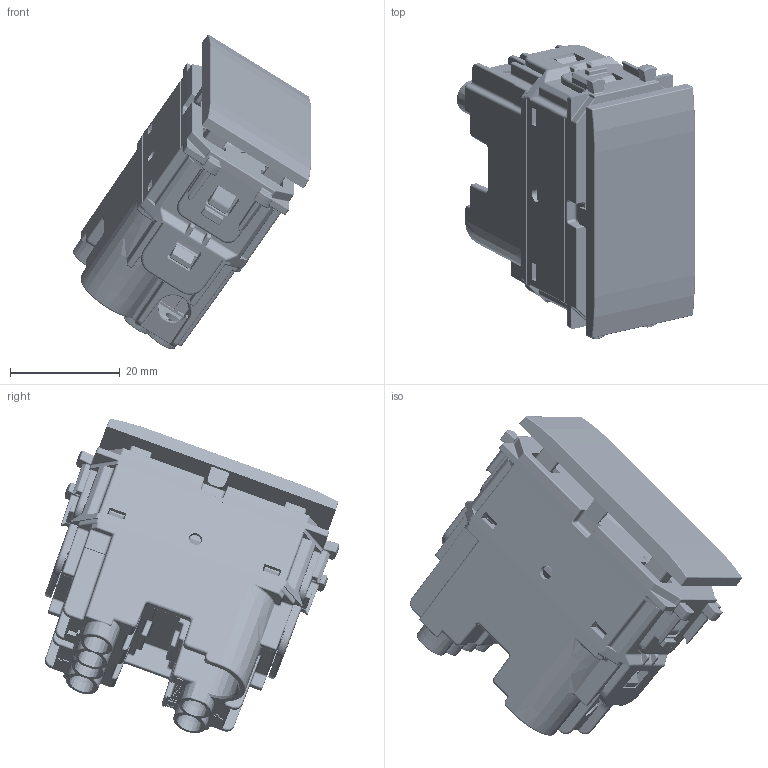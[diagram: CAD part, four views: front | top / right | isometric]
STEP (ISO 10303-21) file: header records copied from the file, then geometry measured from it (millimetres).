
FILE_DESCRIPTION(('CATIA V5 STEP Exchange'),'2;1');
FILE_NAME('441002AS.stp','2024-01-24T11:13:31+00:00',('none'),('none'),'CATIA Version 5-6 Release 2016 SP6','CATIA V5 STEP AP203','none');
FILE_SCHEMA(('CONFIG_CONTROL_DESIGN'));
Products named in the file (3): 441002AS; AS2216; AS2217AG
Assembly tree (18 placements, depth 3):
  441002AS
    #57
    AS2216
      #55065
      #56058
      #58628
    #60554
    #102981
    #122777
    AS2217AG
      #125811
      #127274
      #58628
    #128293
    #158581
    #166648
    #207528
    #255402
    #257642
Bounding box: 43.29 x 53.57 x 57.22 mm (x, y, z)
Volume: 18433.5 mm3; surface area: 32130 mm2
Topology: 19 solids, 19 shells, 6838 faces, 17213 edges, 9880 vertices
Faces by surface type: cylinder 2628, plane 2144, bspline 1196, sphere 478, cone 218, torus 172, revolution 2
Entity records: 269951 total; most frequent: CARTESIAN_POINT 131891, ORIENTED_EDGE 33014, DIRECTION 20103, EDGE_CURVE 16507, VERTEX_POINT 9778, AXIS2_PLACEMENT_3D 7880, VECTOR 7185, LINE 7185
